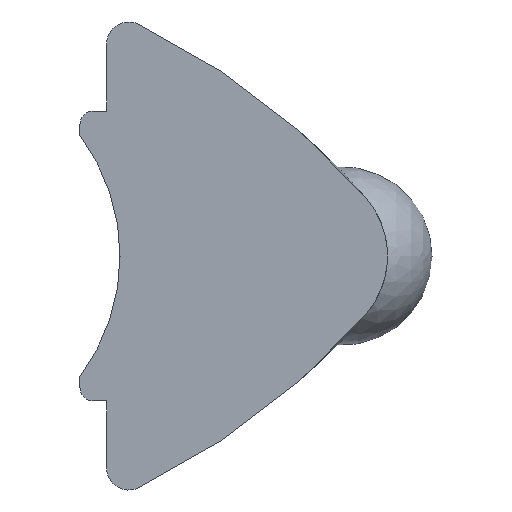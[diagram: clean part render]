
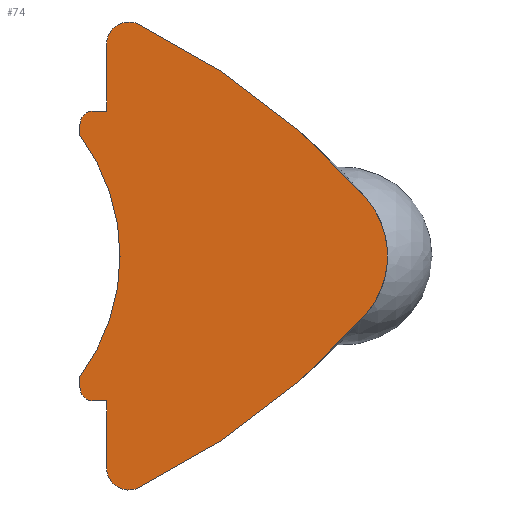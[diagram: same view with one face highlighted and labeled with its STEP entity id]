
A CAD part, left-side view. The second image highlights one B-rep face of the part: STEP entity #74.
In plain terms, the highlighted planar face has unit normal (-1, 0, 0).
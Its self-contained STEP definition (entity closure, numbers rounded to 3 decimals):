
#74 = ADVANCED_FACE( '', ( #150 ), #151, .F. );
#150 = FACE_OUTER_BOUND( '', #226, .T. );
#151 = PLANE( '', #227 );
#226 = EDGE_LOOP( '', ( #382, #383, #384, #385, #386, #387, #388, #389, #390, #391, #392, #393, #394, #395 ) );
#227 = AXIS2_PLACEMENT_3D( '', #396, #397, #398 );
#382 = ORIENTED_EDGE( '', *, *, #531, .F. );
#383 = ORIENTED_EDGE( '', *, *, #464, .F. );
#384 = ORIENTED_EDGE( '', *, *, #492, .F. );
#385 = ORIENTED_EDGE( '', *, *, #496, .F. );
#386 = ORIENTED_EDGE( '', *, *, #528, .T. );
#387 = ORIENTED_EDGE( '', *, *, #524, .F. );
#388 = ORIENTED_EDGE( '', *, *, #532, .F. );
#389 = ORIENTED_EDGE( '', *, *, #533, .F. );
#390 = ORIENTED_EDGE( '', *, *, #516, .F. );
#391 = ORIENTED_EDGE( '', *, *, #500, .F. );
#392 = ORIENTED_EDGE( '', *, *, #473, .F. );
#393 = ORIENTED_EDGE( '', *, *, #505, .F. );
#394 = ORIENTED_EDGE( '', *, *, #482, .F. );
#395 = ORIENTED_EDGE( '', *, *, #534, .F. );
#396 = CARTESIAN_POINT( '', ( 0., 5.8, 4.75 ) );
#397 = DIRECTION( '', ( 1., 0., 0. ) );
#398 = DIRECTION( '', ( 0., 0., -1. ) );
#464 = EDGE_CURVE( '', #548, #549, #550, .T. );
#473 = EDGE_CURVE( '', #564, #566, #567, .T. );
#482 = EDGE_CURVE( '', #581, #583, #584, .T. );
#492 = EDGE_CURVE( '', #598, #548, #599, .T. );
#496 = EDGE_CURVE( '', #604, #598, #605, .T. );
#500 = EDGE_CURVE( '', #566, #610, #611, .T. );
#505 = EDGE_CURVE( '', #583, #564, #617, .T. );
#516 = EDGE_CURVE( '', #610, #633, #634, .T. );
#524 = EDGE_CURVE( '', #644, #645, #646, .T. );
#528 = EDGE_CURVE( '', #604, #645, #650, .T. );
#531 = EDGE_CURVE( '', #549, #654, #655, .T. );
#532 = EDGE_CURVE( '', #656, #644, #657, .T. );
#533 = EDGE_CURVE( '', #633, #656, #658, .T. );
#534 = EDGE_CURVE( '', #654, #581, #659, .T. );
#548 = VERTEX_POINT( '', #672 );
#549 = VERTEX_POINT( '', #673 );
#550 = LINE( '', #674, #675 );
#564 = VERTEX_POINT( '', #719 );
#566 = VERTEX_POINT( '', #722 );
#567 = CIRCLE( '', #723, 16. );
#581 = VERTEX_POINT( '', #751 );
#583 = VERTEX_POINT( '', #754 );
#584 = CIRCLE( '', #755, 16. );
#598 = VERTEX_POINT( '', #824 );
#599 = CIRCLE( '', #825, 0.3 );
#604 = VERTEX_POINT( '', #831 );
#605 = LINE( '', #832, #833 );
#610 = VERTEX_POINT( '', #840 );
#611 = CIRCLE( '', #841, 0.5 );
#617 = CIRCLE( '', #863, 2. );
#633 = VERTEX_POINT( '', #883 );
#634 = LINE( '', #884, #885 );
#644 = VERTEX_POINT( '', #913 );
#645 = VERTEX_POINT( '', #914 );
#646 = LINE( '', #915, #916 );
#650 = CIRCLE( '', #922, 4.5 );
#654 = VERTEX_POINT( '', #983 );
#655 = LINE( '', #984, #985 );
#656 = VERTEX_POINT( '', #986 );
#657 = CIRCLE( '', #987, 0.3 );
#658 = LINE( '', #988, #989 );
#659 = CIRCLE( '', #990, 0.5 );
#672 = CARTESIAN_POINT( '', ( 0., 6.6, 3.25 ) );
#673 = CARTESIAN_POINT( '', ( 0., 6.3, 3.25 ) );
#674 = CARTESIAN_POINT( '', ( 0., 6.6, 3.25 ) );
#675 = VECTOR( '', #1010, 1000. );
#719 = CARTESIAN_POINT( '', ( 0., 0.493, -1.315 ) );
#722 = CARTESIAN_POINT( '', ( 0., 5.582, -5.2 ) );
#723 = AXIS2_PLACEMENT_3D( '', #1016, #1017, #1018 );
#751 = CARTESIAN_POINT( '', ( 0., 5.582, 5.2 ) );
#754 = CARTESIAN_POINT( '', ( 0., 0.493, 1.315 ) );
#755 = AXIS2_PLACEMENT_3D( '', #1029, #1030, #1031 );
#824 = CARTESIAN_POINT( '', ( 0., 6.9, 2.95 ) );
#825 = AXIS2_PLACEMENT_3D( '', #1034, #1035, #1036 );
#831 = CARTESIAN_POINT( '', ( 0., 6.9, 2.7 ) );
#832 = CARTESIAN_POINT( '', ( 0., 6.9, 2.7 ) );
#833 = VECTOR( '', #1041, 1000. );
#840 = CARTESIAN_POINT( '', ( 0., 6.3, -4.75 ) );
#841 = AXIS2_PLACEMENT_3D( '', #1044, #1045, #1046 );
#863 = AXIS2_PLACEMENT_3D( '', #1051, #1052, #1053 );
#883 = CARTESIAN_POINT( '', ( 0., 6.3, -3.25 ) );
#884 = CARTESIAN_POINT( '', ( 0., 6.3, -4.75 ) );
#885 = VECTOR( '', #1070, 1000. );
#913 = CARTESIAN_POINT( '', ( 0., 6.9, -2.95 ) );
#914 = CARTESIAN_POINT( '', ( 0., 6.9, -2.7 ) );
#915 = CARTESIAN_POINT( '', ( 0., 6.9, -2.95 ) );
#916 = VECTOR( '', #1078, 1000. );
#922 = AXIS2_PLACEMENT_3D( '', #1081, #1082, #1083 );
#983 = CARTESIAN_POINT( '', ( 0., 6.3, 4.75 ) );
#984 = CARTESIAN_POINT( '', ( 0., 6.3, 3.25 ) );
#985 = VECTOR( '', #1084, 1000. );
#986 = CARTESIAN_POINT( '', ( 0., 6.6, -3.25 ) );
#987 = AXIS2_PLACEMENT_3D( '', #1085, #1086, #1087 );
#988 = CARTESIAN_POINT( '', ( 0., 6.3, -3.25 ) );
#989 = VECTOR( '', #1088, 1000. );
#990 = AXIS2_PLACEMENT_3D( '', #1089, #1090, #1091 );
#1010 = DIRECTION( '', ( 0., -1., 0. ) );
#1016 = CARTESIAN_POINT( '', ( 0., 12.55, 9.203 ) );
#1017 = DIRECTION( '', ( 1., 0., 0. ) );
#1018 = DIRECTION( '', ( 0., 0., -1. ) );
#1029 = CARTESIAN_POINT( '', ( 0., 12.55, -9.203 ) );
#1030 = DIRECTION( '', ( 1., 0., 0. ) );
#1031 = DIRECTION( '', ( 0., 0., -1. ) );
#1034 = CARTESIAN_POINT( '', ( 0., 6.6, 2.95 ) );
#1035 = DIRECTION( '', ( 1., 0., 0. ) );
#1036 = DIRECTION( '', ( 0., 0., -1. ) );
#1041 = DIRECTION( '', ( 0., 0., 1. ) );
#1044 = CARTESIAN_POINT( '', ( 0., 5.8, -4.75 ) );
#1045 = DIRECTION( '', ( 1., 0., 0. ) );
#1046 = DIRECTION( '', ( 0., 0., -1. ) );
#1051 = CARTESIAN_POINT( '', ( 0., 2., 0. ) );
#1052 = DIRECTION( '', ( 1., 0., 0. ) );
#1053 = DIRECTION( '', ( 0., 0., -1. ) );
#1070 = DIRECTION( '', ( 0., 0., 1. ) );
#1078 = DIRECTION( '', ( 0., 0., 1. ) );
#1081 = CARTESIAN_POINT( '', ( 0., 10.5, 0. ) );
#1082 = DIRECTION( '', ( 1., 0., 0. ) );
#1083 = DIRECTION( '', ( 0., 0., -1. ) );
#1084 = DIRECTION( '', ( 0., 0., 1. ) );
#1085 = CARTESIAN_POINT( '', ( 0., 6.6, -2.95 ) );
#1086 = DIRECTION( '', ( 1., 0., 0. ) );
#1087 = DIRECTION( '', ( 0., 0., -1. ) );
#1088 = DIRECTION( '', ( 0., 1., 0. ) );
#1089 = CARTESIAN_POINT( '', ( 0., 5.8, 4.75 ) );
#1090 = DIRECTION( '', ( 1., 0., 0. ) );
#1091 = DIRECTION( '', ( 0., 0., -1. ) );
